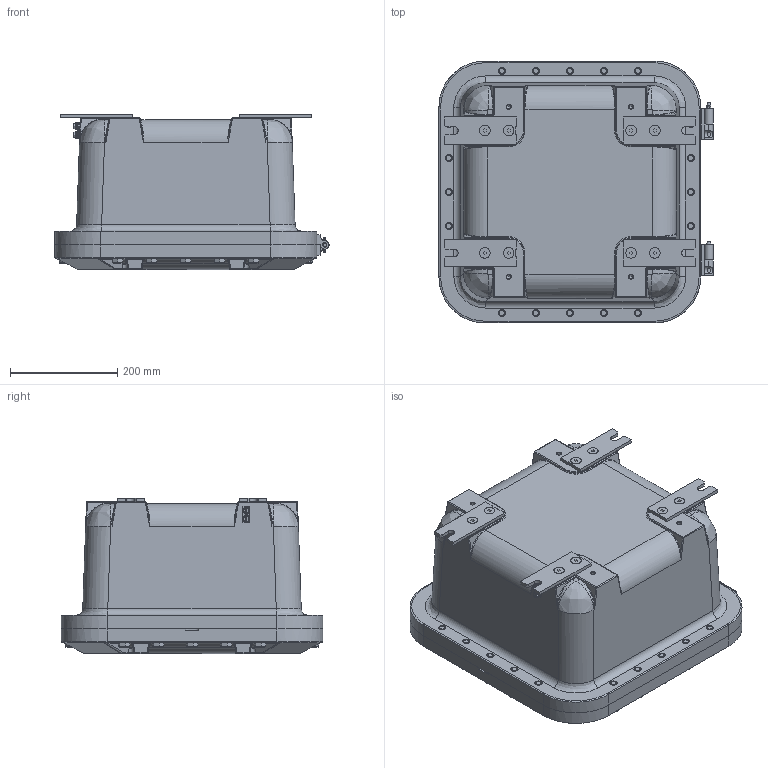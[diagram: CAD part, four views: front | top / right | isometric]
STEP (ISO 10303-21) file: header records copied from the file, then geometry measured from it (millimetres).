
FILE_DESCRIPTION(/* description */ (''),/* implementation_level */ '2;1');
FILE_NAME(/* name */ 'KIL_EXB-14148 N34.stp',/* time_stamp */ '2017-11-21T12:20:16+06:00',/* author */ ('ypadmaraja'),/* organization */ (''),/* preprocessor_version */ 'ST-DEVELOPER v16.13',/* originating_system */ 'Autodesk Inventor 2018',/* authorisation */ '');
FILE_SCHEMA (('AUTOMOTIVE_DESIGN { 1 0 10303 214 3 1 1 }'));
Products named in the file (20): EXB-14148 N34; 17607; 17605-2; Hinge 11B; 18094; Hinge 11T; 18095; 18093; SAE J487a - 1/8 x 3/4    Extended Prong Square Cut Type; 0106275B; 0720361B; 18147AABB; 16972AAAB; 14729-gasket-05; KIT-346; 18238AAAB; 18243; ANSI B18.6.3 - 1/4-20 UNC x 1; ANSI B18.6.3 - 4-40 x 3/8; ASME B18.21.1 - 1/4
Assembly tree (58 placements, depth 3):
  EXB-14148 N34
    17607
    17605-2
    Hinge 11B
      18094
      18093
    Hinge 11T
      18095
      18093
      SAE J487a - 1/8 x 3/4    Extended Prong Square Cut Type
    0106275B  x4
    0720361B  x20
    18147AABB  x8
    16972AAAB  x8
    14729-gasket-05
    KIT-346
      18238AAAB
      18243
      ANSI B18.6.3 - 1/4-20 UNC x 1  x2
      ANSI B18.6.3 - 4-40 x 3/8
      ASME B18.21.1 - 1/4  x2
Bounding box: 511.91 x 488.95 x 289.72 mm (x, y, z)
Volume: 20284175.9 mm3; surface area: 1884082.6 mm2
Topology: 57 solids, 58 shells, 3991 faces, 10229 edges, 6415 vertices
Faces by surface type: plane 2534, cylinder 496, bspline 433, cone 416, torus 76, sphere 36
Full cylindrical faces by diameter (mm): 2.779 x1, 2.845 x1, 3.048 x1, 3.962 x4, 4.953 x1, 5.613 x8, 6.198 x8, 6.35 x6, 6.746 x8, 7.798 x16, 7.938 x4, 8.075 x2, 8.077 x4, 9.286 x8, 10.312 x8, 12.418 x8, 12.423 x20, 13.208 x2, 13.386 x2, 13.494 x42, 19.05 x20
Entity records: 63104 total; most frequent: CARTESIAN_POINT 19671, ORIENTED_EDGE 8906, DIRECTION 7845, EDGE_CURVE 4453, VERTEX_POINT 2900, AXIS2_PLACEMENT_3D 2695, LINE 2455, VECTOR 2455
